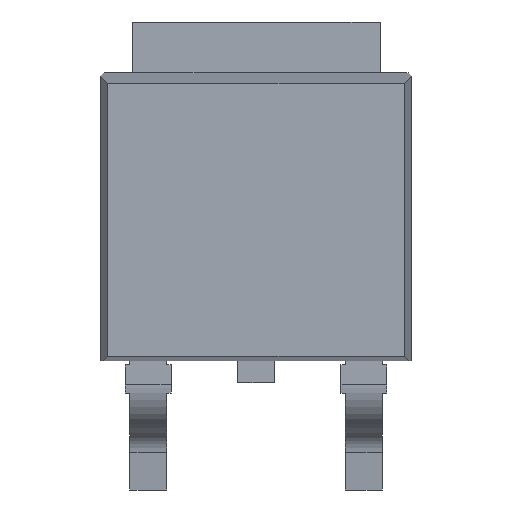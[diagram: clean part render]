
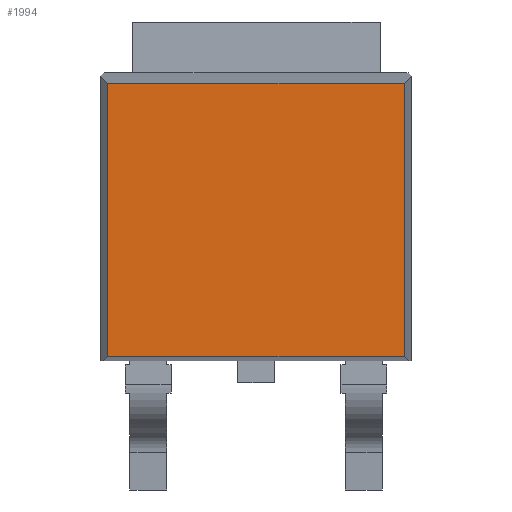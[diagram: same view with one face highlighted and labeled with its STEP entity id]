
A CAD part, top view. The second image highlights one B-rep face of the part: STEP entity #1994.
In plain terms, the highlighted planar face has unit normal (0, 0, 1).
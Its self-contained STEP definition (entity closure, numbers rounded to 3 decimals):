
#146=LINE('',#2977,#391);
#152=LINE('',#2989,#397);
#153=LINE('',#2991,#398);
#154=LINE('',#2993,#399);
#391=VECTOR('',#2404,1000.);
#397=VECTOR('',#2414,1000.);
#398=VECTOR('',#2415,1000.);
#399=VECTOR('',#2416,1000.);
#691=ORIENTED_EDGE('',*,*,#1228,.T.);
#692=ORIENTED_EDGE('',*,*,#1234,.T.);
#693=ORIENTED_EDGE('',*,*,#1235,.T.);
#694=ORIENTED_EDGE('',*,*,#1236,.T.);
#1228=EDGE_CURVE('',#1500,#1499,#146,.T.);
#1234=EDGE_CURVE('',#1499,#1504,#152,.T.);
#1235=EDGE_CURVE('',#1504,#1505,#153,.T.);
#1236=EDGE_CURVE('',#1505,#1500,#154,.T.);
#1499=VERTEX_POINT('',#2976);
#1500=VERTEX_POINT('',#2978);
#1504=VERTEX_POINT('',#2990);
#1505=VERTEX_POINT('',#2992);
#1678=EDGE_LOOP('',(#691,#692,#693,#694));
#1790=FACE_BOUND('',#1678,.T.);
#1897=PLANE('',#2167);
#1994=ADVANCED_FACE('',(#1790),#1897,.T.);
#2167=AXIS2_PLACEMENT_3D('',#2988,#2412,#2413);
#2404=DIRECTION('',(1.,0.,0.));
#2412=DIRECTION('',(0.,0.,1.));
#2413=DIRECTION('',(1.,0.,0.));
#2414=DIRECTION('',(0.,1.,0.));
#2415=DIRECTION('',(-1.,0.,0.));
#2416=DIRECTION('',(0.,-1.,0.));
#2976=CARTESIAN_POINT('',(3.14,-2.963,2.29));
#2977=CARTESIAN_POINT('',(3.29,-2.963,2.29));
#2978=CARTESIAN_POINT('',(-3.14,-2.963,2.29));
#2988=CARTESIAN_POINT('',(0.,0.,2.29));
#2989=CARTESIAN_POINT('',(3.14,2.831,2.29));
#2990=CARTESIAN_POINT('',(3.14,2.831,2.29));
#2991=CARTESIAN_POINT('',(-3.29,2.831,2.29));
#2992=CARTESIAN_POINT('',(-3.14,2.831,2.29));
#2993=CARTESIAN_POINT('',(-3.14,-2.963,2.29));
